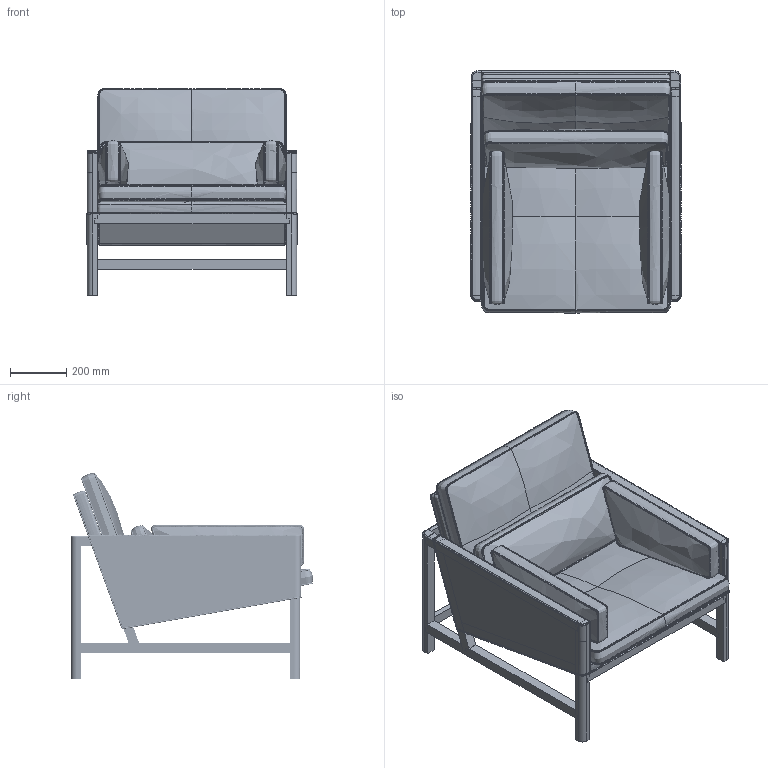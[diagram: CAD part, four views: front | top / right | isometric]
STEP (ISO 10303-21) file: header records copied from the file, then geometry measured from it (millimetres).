
FILE_DESCRIPTION(/* description */ (''),/* implementation_level */ '2;1');
FILE_NAME(/* name */ 'Wood_Frame_CB-50_3D',/* time_stamp */ '2023-10-06T12:35:32+02:00',/* author */ (''),/* organization */ (''),/* preprocessor_version */ 'ST-DEVELOPER v16.5',/* originating_system */ 'Rhino 7.31',/* authorisation */ '');
FILE_SCHEMA (('CONFIG_CONTROL_DESIGN','AP242_MANAGED_MODEL_BASED_3D_ENGINEERING_MIM_LF { 1 0 10303 442 1 1 4 }'));
Length unit declared in the file: centimetre
Products named in the file (2): Document; Wood_Frame_CB-50
Assembly tree (1 placements, depth 2):
  Document
    Wood_Frame_CB-50
Bounding box: 746.37 x 858.84 x 732.72 mm (x, y, z)
Volume: 34008563.5 mm3; surface area: 7244258.5 mm2
Topology: 18 solids, 133 shells, 398 faces, 1219 edges, 918 vertices
Faces by surface type: plane 244, bspline 109, cylinder 45
Entity records: 68989 total; most frequent: CARTESIAN_POINT 60360, ORIENTED_EDGE 1846, EDGE_CURVE 1219, B_SPLINE_CURVE_WITH_KNOTS 1027, VERTEX_POINT 918, ADVANCED_FACE 398, FACE_OUTER_BOUND 398, EDGE_LOOP 398
